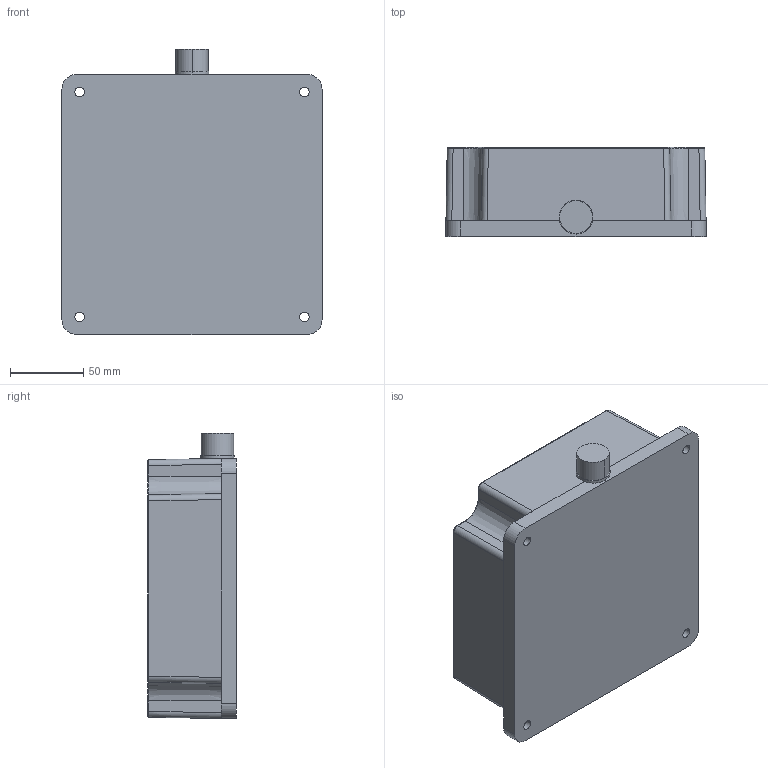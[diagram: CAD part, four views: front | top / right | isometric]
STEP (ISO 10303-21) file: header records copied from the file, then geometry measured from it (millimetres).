
FILE_DESCRIPTION((''),'2;1');
FILE_NAME('DM_CAD-3143','2017-07-20T',('creinig-se'),(''),'PRO/ENGINEER BY PARAMETRIC TECHNOLOGY CORPORATION, 2015440','PRO/ENGINEER BY PARAMETRIC TECHNOLOGY CORPORATION, 2015440','');
FILE_SCHEMA(('CONFIG_CONTROL_DESIGN'));
Length unit declared in the file: millimetre
Products named in the file (1): DM_CAD-3143
Bounding box: 177 x 60.5 x 194 mm (x, y, z)
Volume: 1774347.3 mm3; surface area: 104137.3 mm2
Topology: 1 solids, 1 shells, 76 faces, 245 edges, 186 vertices
Faces by surface type: cylinder 36, plane 24, torus 12, cone 4
Entity records: 3701 total; most frequent: CARTESIAN_POINT 557, DIRECTION 473, ORIENTED_EDGE 374, PRESENTATION_STYLE_ASSIGNMENT 265, STYLED_ITEM 259, CURVE_STYLE 252, EDGE_CURVE 187, AXIS2_PLACEMENT_3D 169
